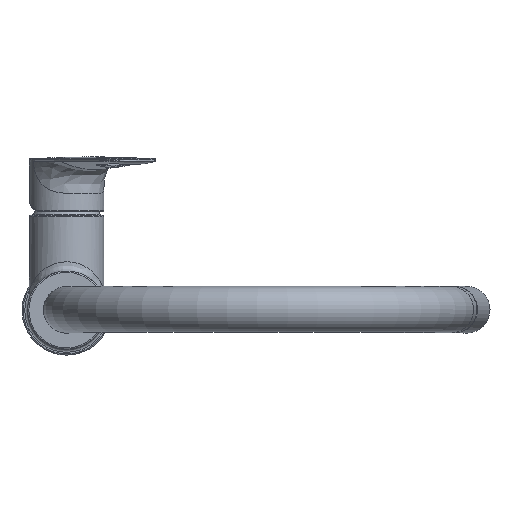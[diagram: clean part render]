
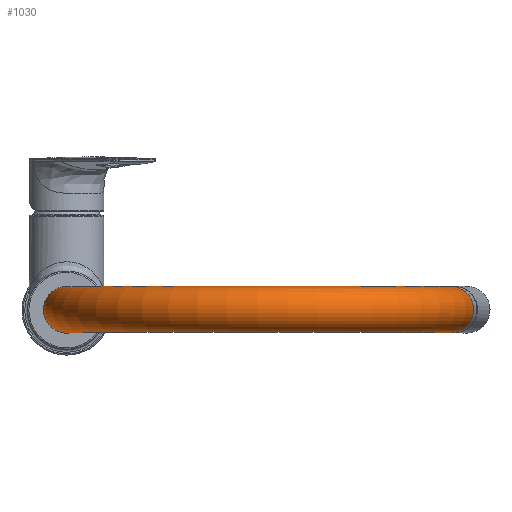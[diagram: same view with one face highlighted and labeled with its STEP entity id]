
A CAD part, top view. The second image highlights one B-rep face of the part: STEP entity #1030.
In plain terms, the highlighted toroidal (fillet/blend) face has major radius 104 mm and minor radius 12.4 mm.
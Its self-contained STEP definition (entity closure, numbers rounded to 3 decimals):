
#249=ORIENTED_EDGE('',*,*,#530,.F.);
#250=ORIENTED_EDGE('',*,*,#531,.T.);
#530=EDGE_CURVE('',#679,#679,#776,.F.);
#531=EDGE_CURVE('',#680,#680,#777,.F.);
#679=VERTEX_POINT('',#3017);
#680=VERTEX_POINT('',#3020);
#776=CIRCLE('',#1192,12.4);
#777=CIRCLE('',#1194,12.4);
#834=EDGE_LOOP('',(#249));
#835=EDGE_LOOP('',(#250));
#933=FACE_BOUND('',#834,.T.);
#934=FACE_BOUND('',#835,.T.);
#1012=TOROIDAL_SURFACE('',#1193,104.,12.4);
#1030=ADVANCED_FACE('',(#933,#934),#1012,.T.);
#1192=AXIS2_PLACEMENT_3D('',#3016,#1297,#1298);
#1193=AXIS2_PLACEMENT_3D('',#3018,#1299,#1300);
#1194=AXIS2_PLACEMENT_3D('',#3019,#1301,#1302);
#1297=DIRECTION('',(-0.174,0.,0.985));
#1298=DIRECTION('',(-0.985,0.,-0.174));
#1299=DIRECTION('',(0.,1.,0.));
#1300=DIRECTION('',(0.,0.,1.));
#1301=DIRECTION('',(0.,0.,-1.));
#1302=DIRECTION('',(1.,0.,0.));
#3016=CARTESIAN_POINT('',(206.42,0.,245.536));
#3017=CARTESIAN_POINT('',(194.208,0.,243.382));
#3018=CARTESIAN_POINT('',(104.,0.,227.476));
#3019=CARTESIAN_POINT('',(0.,0.,227.476));
#3020=CARTESIAN_POINT('',(12.4,0.,227.476));
